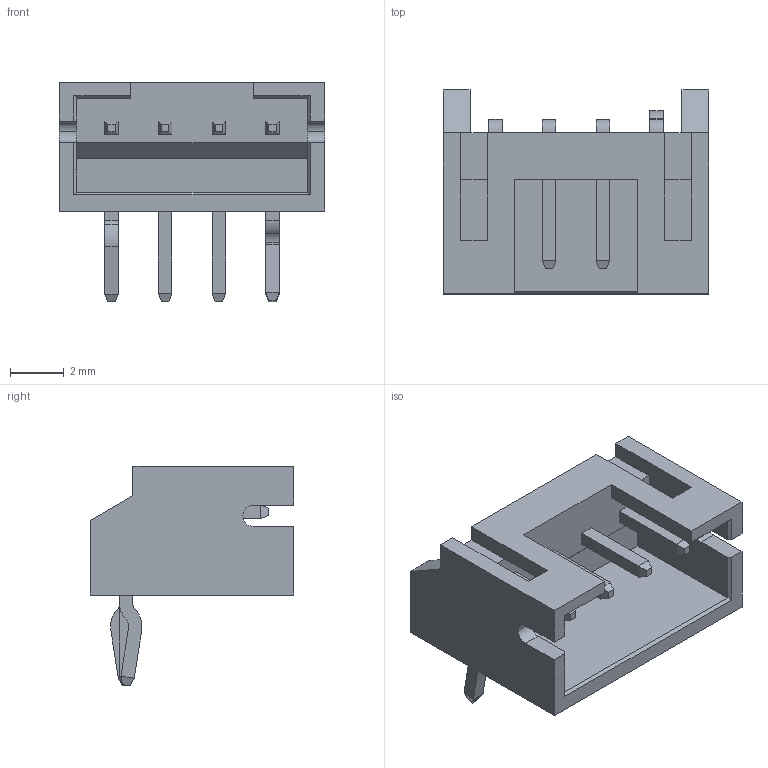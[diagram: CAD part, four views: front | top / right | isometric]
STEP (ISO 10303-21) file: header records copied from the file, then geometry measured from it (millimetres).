
FILE_DESCRIPTION(('FreeCAD Model'),'2;1');
FILE_NAME('Open CASCADE Shape Model','2025-12-04T20:28:45',(''),(''), 'Open CASCADE STEP processor 7.8','FreeCAD','Unknown');
FILE_SCHEMA(('AUTOMOTIVE_DESIGN { 1 0 10303 214 1 1 1 1 }'));
Length unit declared in the file: millimetre
Products named in the file (7): Assembly; S4B-PH-K-S(LF)(SN)005; S4B-PH-K-S(LF)(SN); S4B-PH-K-S(LF)(SN)001; S4B-PH-K-S(LF)(SN)002; S4B-PH-K-S(LF)(SN)003; S4B-PH-K-S(LF)(SN)004
Assembly tree (6 placements, depth 3):
  Assembly
    S4B-PH-K-S(LF)(SN)005
      S4B-PH-K-S(LF)(SN)
      S4B-PH-K-S(LF)(SN)001
      S4B-PH-K-S(LF)(SN)002
      S4B-PH-K-S(LF)(SN)003
      S4B-PH-K-S(LF)(SN)004
Bounding box: 9.9 x 7.6 x 8.18 mm (x, y, z)
Volume: 150.8 mm3; surface area: 478.9 mm2
Topology: 5 solids, 5 shells, 143 faces, 373 edges, 236 vertices
Faces by surface type: plane 125, cylinder 18
Entity records: 4466 total; most frequent: CARTESIAN_POINT 759, ORIENTED_EDGE 746, DIRECTION 709, EDGE_CURVE 373, LINE 337, VECTOR 337, VERTEX_POINT 236, AXIS2_PLACEMENT_3D 186
